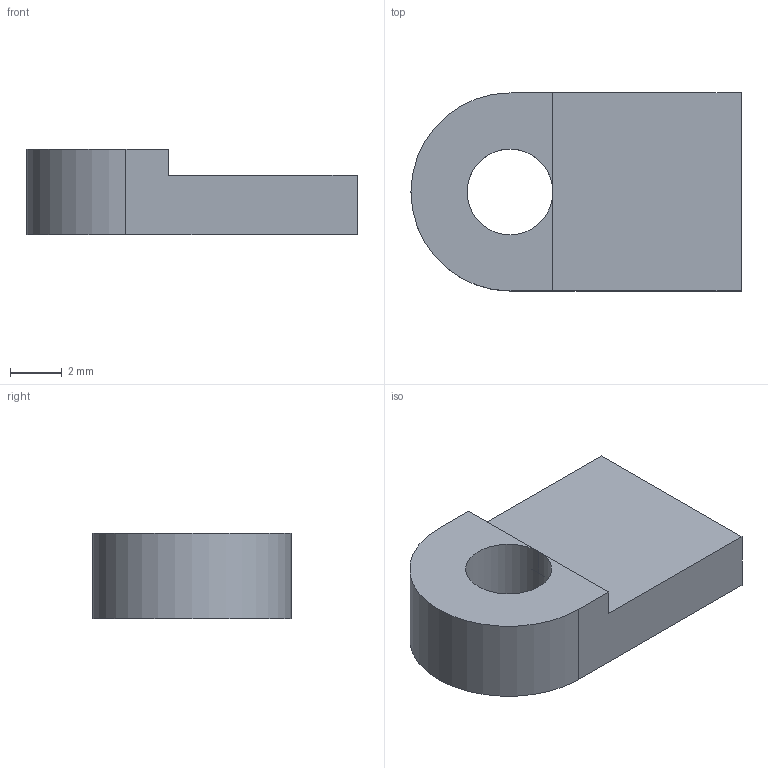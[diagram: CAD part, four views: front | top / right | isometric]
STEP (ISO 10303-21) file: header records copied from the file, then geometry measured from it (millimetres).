
FILE_DESCRIPTION(/* description */ (''),/* implementation_level */ '2;1');
FILE_NAME(/* name */ 'LCD Clamp v2.step',/* time_stamp */ '2021-04-24T14:15:48-05:00',/* author */ (''),/* organization */ (''),/* preprocessor_version */ 'ST-DEVELOPER v18.1',/* originating_system */ 'Autodesk Translation Framework v9.10.0.1330',/* authorisation */ '');
FILE_SCHEMA (('AUTOMOTIVE_DESIGN { 1 0 10303 214 3 1 1 }'));
Length unit declared in the file: inch
Products named in the file (1): LCD Clamp
Bounding box: 12.7 x 7.62 x 3.3 mm (x, y, z)
Volume: 214.7 mm3; surface area: 306.9 mm2
Topology: 1 solids, 1 shells, 10 faces, 25 edges, 16 vertices
Faces by surface type: plane 8, cylinder 2
Full cylindrical faces by diameter (mm): 3.302 x1
Entity records: 344 total; most frequent: DIRECTION 53, CARTESIAN_POINT 53, ORIENTED_EDGE 52, EDGE_CURVE 26, LINE 21, VECTOR 21, VERTEX_POINT 16, AXIS2_PLACEMENT_3D 16
